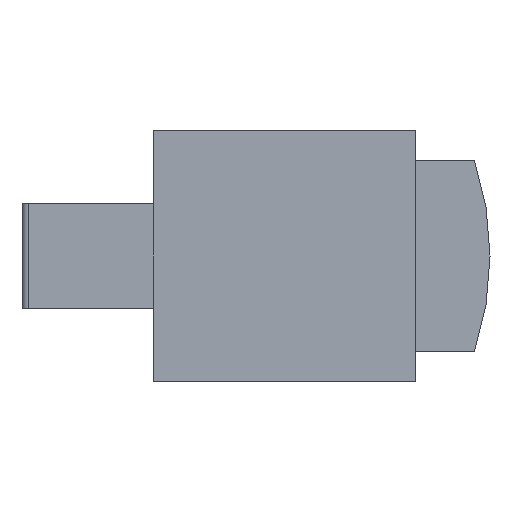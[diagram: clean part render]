
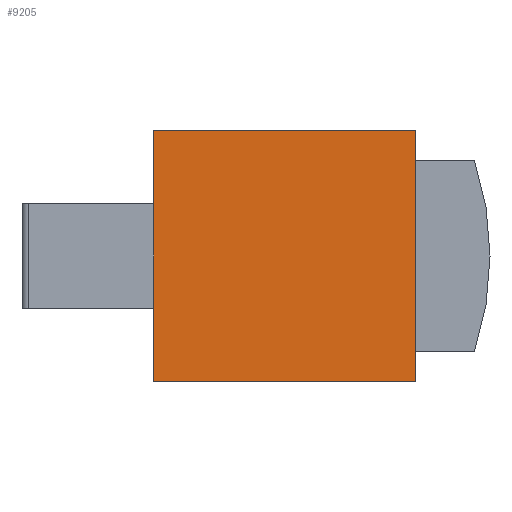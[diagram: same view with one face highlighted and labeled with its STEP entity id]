
A CAD part, front view. The second image highlights one B-rep face of the part: STEP entity #9205.
In plain terms, the highlighted planar face has unit normal (0, -1, 0).
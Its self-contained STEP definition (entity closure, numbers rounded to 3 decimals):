
#182=PLANE('',#9747);
#1464=ORIENTED_EDGE('',*,*,#2578,.F.);
#1465=ORIENTED_EDGE('',*,*,#2692,.F.);
#1466=ORIENTED_EDGE('',*,*,#2984,.F.);
#1467=ORIENTED_EDGE('',*,*,#2712,.F.);
#2578=EDGE_CURVE('',#3533,#3534,#4171,.T.);
#2692=EDGE_CURVE('',#3616,#3533,#4277,.T.);
#2712=EDGE_CURVE('',#3534,#3633,#4292,.T.);
#2984=EDGE_CURVE('',#3633,#3616,#4426,.T.);
#3533=VERTEX_POINT('',#12093);
#3534=VERTEX_POINT('',#12095);
#3616=VERTEX_POINT('',#12315);
#3633=VERTEX_POINT('',#12355);
#4171=LINE('',#12094,#4864);
#4277=LINE('',#12316,#4970);
#4292=LINE('',#12354,#4985);
#4426=LINE('',#13048,#5119);
#4864=VECTOR('',#10124,1000.);
#4970=VECTOR('',#10296,1000.);
#4985=VECTOR('',#10325,1000.);
#5119=VECTOR('',#10803,1000.);
#5668=EDGE_LOOP('',(#1464,#1465,#1466,#1467));
#6100=FACE_BOUND('',#5668,.T.);
#9205=ADVANCED_FACE('',(#6100),#182,.F.);
#9747=AXIS2_PLACEMENT_3D('',#13370,#11070,#11071);
#10124=DIRECTION('',(0.,0.,1.));
#10296=DIRECTION('',(-1.,0.,0.));
#10325=DIRECTION('',(1.,0.,0.));
#10803=DIRECTION('',(0.,0.,-1.));
#11070=DIRECTION('',(0.,1.,0.));
#11071=DIRECTION('',(0.,0.,1.));
#12093=CARTESIAN_POINT('',(-21.,-31.5,-20.1));
#12094=CARTESIAN_POINT('',(-21.,-31.5,-20.1));
#12095=CARTESIAN_POINT('',(-21.,-31.5,20.1));
#12315=CARTESIAN_POINT('',(21.,-31.5,-20.1));
#12316=CARTESIAN_POINT('',(21.,-31.5,-20.1));
#12354=CARTESIAN_POINT('',(-21.,-31.5,20.1));
#12355=CARTESIAN_POINT('',(21.,-31.5,20.1));
#13048=CARTESIAN_POINT('',(21.,-31.5,20.1));
#13370=CARTESIAN_POINT('',(0.,-31.5,0.));
